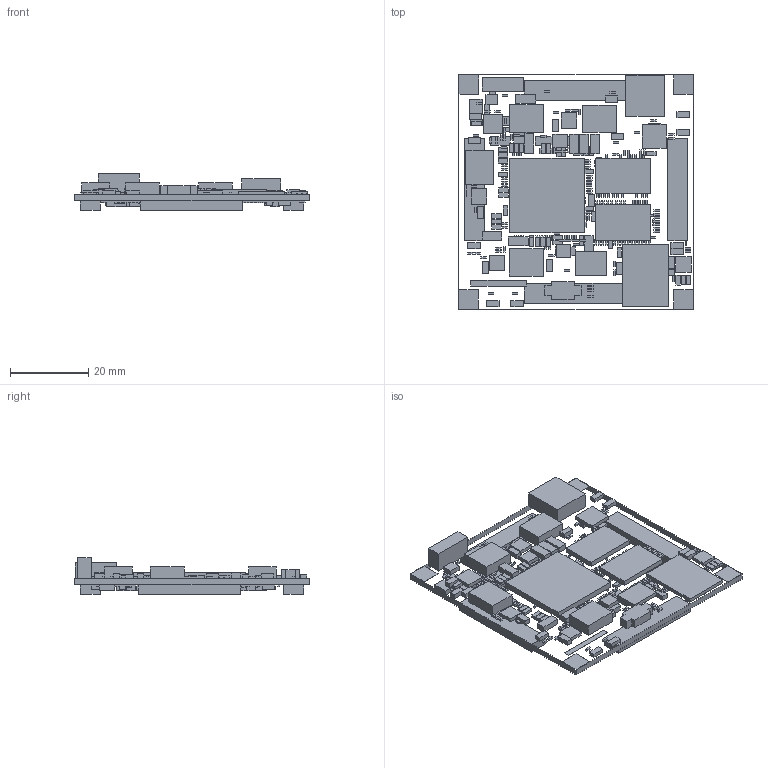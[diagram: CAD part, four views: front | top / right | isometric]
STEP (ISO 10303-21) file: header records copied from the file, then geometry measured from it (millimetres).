
FILE_DESCRIPTION(/* description */ ('PCB Design'),/* implementation_level */ '2;1');
FILE_NAME(/* name */ 'AC7201B-STEP',/* time_stamp */ '2021-09-22T09:28:24+08:00',/* author */ ('ALINX-11'),/* organization */ (''),/* preprocessor_version */ 'ST-DEVELOPER v16',/* originating_system */ 'allegro_17.2S007',/* authorisation */ '');
FILE_SCHEMA (('AUTOMOTIVE_DESIGN { 1 0 10303 214 3 1 1 }'));
Length unit declared in the file: inch
Products named in the file (29): AC7201B-STEP; BOARD_OUTLINE; COMPONENTS; XC7Z020CLG484; FBGA_96; C0805; C1206; L0603; C0603; MINIUSBB; FPAD_1; TCM811TERCTR; MLP8; CDRH6D38NP_5R; TLV62130RGT; HDR1X6; R0402; C0402; TPS51200DRCR; SOT-23; QFN-28; LED_0805; OSC3_2X2_5; KEY735SO; R0603; VFBGA; VQFN_3_5; 2P2_1_27MM; AXK680137YG
Assembly tree (338 placements, depth 3):
  AC7201B-STEP
    BOARD_OUTLINE
    COMPONENTS
      XC7Z020CLG484
      FBGA_96  x2
      C0805  x17
      C1206  x16
      L0603  x3
      C0603  x42
      MINIUSBB
      FPAD_1  x4
      TCM811TERCTR
      MLP8
      CDRH6D38NP_5R  x4
      TLV62130RGT  x3
      HDR1X6
      R0402  x85
      C0402  x134
      TPS51200DRCR
      SOT-23
      QFN-28
      LED_0805  x6
      OSC3_2X2_5  x2
      KEY735SO
      R0603  x2
      VFBGA
      VQFN_3_5
      2P2_1_27MM
      AXK680137YG  x4
Bounding box: 60 x 60 x 9.3 mm (x, y, z)
Surface area: 16108.3 mm2 (no closed solid volume)
Topology: 0 solids, 337 shells, 2038 faces, 4433 edges, 2728 vertices
Faces by surface type: plane 2030, cylinder 8
Entity records: 8027 total; most frequent: DIRECTION 1178, AXIS2_PLACEMENT_3D 870, ORIENTED_EDGE 744, CARTESIAN_POINT 671, EDGE_CURVE 403, VECTOR 387, LINE 387, PRODUCT_DEFINITION_SHAPE 367
